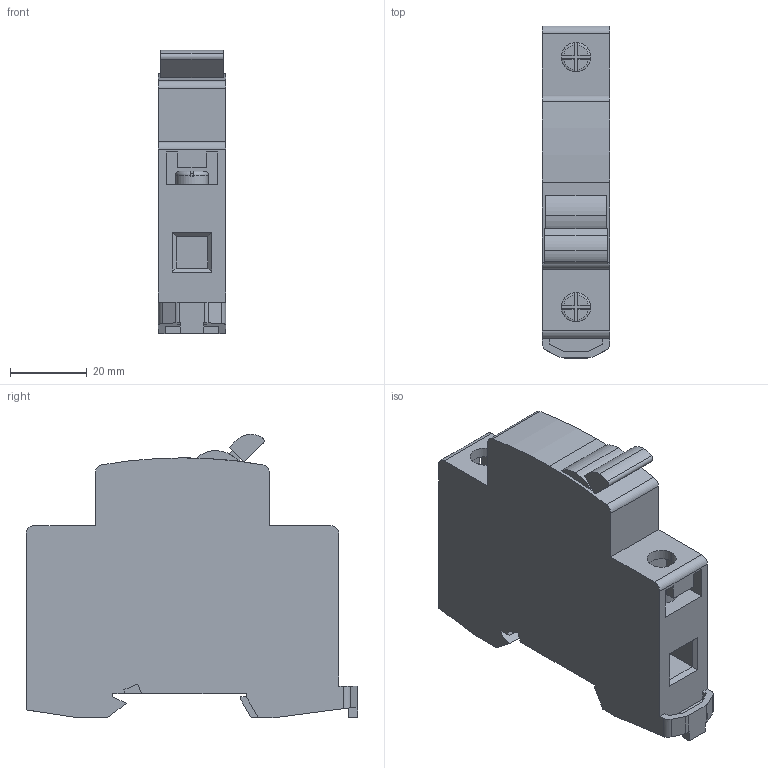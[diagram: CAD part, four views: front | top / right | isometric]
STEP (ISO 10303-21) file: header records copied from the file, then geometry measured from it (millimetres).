
FILE_DESCRIPTION (( 'STEP AP203' ), '1' );
FILE_NAME ('Âûêëþ÷àòåëü íàãðóçêè AVN 1P 25A EKF AVERES (avn-1-25-av).STEP', '2022-01-10T06:35:27', ( '' ), ( '' ), 'SwSTEP 2.0', 'SolidWorks 2021', '' );
FILE_SCHEMA (( 'CONFIG_CONTROL_DESIGN' ));
Length unit declared in the file: millimetre
Products named in the file (1): Âûêëþ÷àòåëü íàãðóçêè AVN 1P 25A EKF AVERES (avn-1-25-av)
Bounding box: 17.5 x 86.2 x 73.6 mm (x, y, z)
Volume: 75782.1 mm3; surface area: 17957.7 mm2
Topology: 1 solids, 1 shells, 177 faces, 488 edges, 320 vertices
Faces by surface type: plane 149, cylinder 24, torus 4
Entity records: 5713 total; most frequent: CARTESIAN_POINT 1122, ORIENTED_EDGE 976, DIRECTION 874, EDGE_CURVE 488, LINE 394, VECTOR 394, VERTEX_POINT 320, AXIS2_PLACEMENT_3D 240
